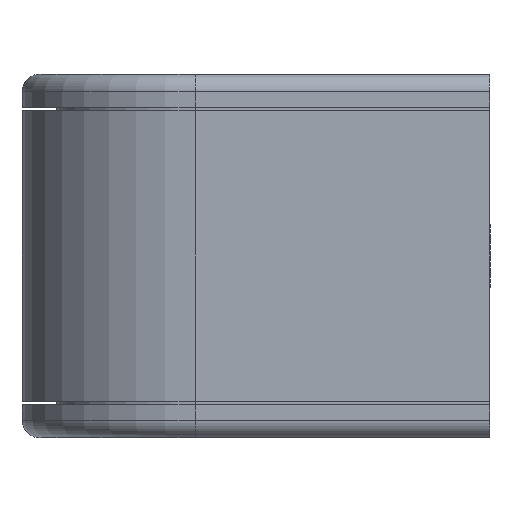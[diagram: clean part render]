
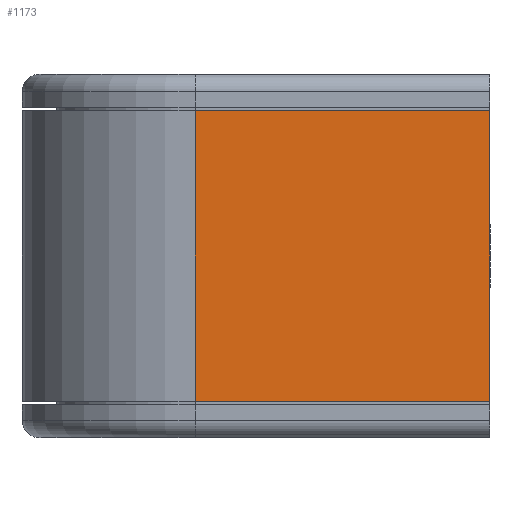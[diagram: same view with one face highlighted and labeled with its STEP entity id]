
A CAD part, left-side view. The second image highlights one B-rep face of the part: STEP entity #1173.
In plain terms, the highlighted planar face has unit normal (-1, 0, 0).
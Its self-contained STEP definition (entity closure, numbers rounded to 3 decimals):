
#86 = EDGE_LOOP ( 'NONE', ( #120, #1878, #500, #2013 ) ) ;
#120 = ORIENTED_EDGE ( 'NONE', *, *, #235, .T. ) ;
#204 = VERTEX_POINT ( 'NONE', #2249 ) ;
#205 = VECTOR ( 'NONE', #2111, 1000. ) ;
#235 = EDGE_CURVE ( 'NONE', #204, #735, #1505, .T. ) ;
#288 = CARTESIAN_POINT ( 'NONE',  ( -103., -10., 10.5 ) ) ;
#416 = PLANE ( 'NONE',  #1426 ) ;
#427 = DIRECTION ( 'NONE',  ( 0., 1., 0. ) ) ;
#494 = EDGE_CURVE ( 'NONE', #1709, #735, #1361, .T. ) ;
#500 = ORIENTED_EDGE ( 'NONE', *, *, #711, .F. ) ;
#684 = VECTOR ( 'NONE', #1160, 1000. ) ;
#711 = EDGE_CURVE ( 'NONE', #1322, #1709, #1295, .T. ) ;
#735 = VERTEX_POINT ( 'NONE', #1998 ) ;
#835 = CARTESIAN_POINT ( 'NONE',  ( -103., -27.048, 10.5 ) ) ;
#941 = DIRECTION ( 'NONE',  ( 0., -1., 0. ) ) ;
#1072 = VECTOR ( 'NONE', #1930, 1000. ) ;
#1160 = DIRECTION ( 'NONE',  ( 0., -1., 0. ) ) ;
#1173 = ADVANCED_FACE ( 'NONE', ( #1683 ), #416, .F. ) ;
#1295 = LINE ( 'NONE', #1828, #1522 ) ;
#1322 = VERTEX_POINT ( 'NONE', #1581 ) ;
#1361 = LINE ( 'NONE', #835, #205 ) ;
#1426 = AXIS2_PLACEMENT_3D ( 'NONE', #2048, #1513, #427 ) ;
#1505 = LINE ( 'NONE', #2227, #684 ) ;
#1513 = DIRECTION ( 'NONE',  ( 1., 0., 0. ) ) ;
#1522 = VECTOR ( 'NONE', #941, 1000. ) ;
#1551 = CARTESIAN_POINT ( 'NONE',  ( -103., -27.048, 8.4 ) ) ;
#1581 = CARTESIAN_POINT ( 'NONE',  ( -103., -10., 8.4 ) ) ;
#1683 = FACE_OUTER_BOUND ( 'NONE', #86, .T. ) ;
#1709 = VERTEX_POINT ( 'NONE', #1551 ) ;
#1828 = CARTESIAN_POINT ( 'NONE',  ( -103., -10., 8.4 ) ) ;
#1878 = ORIENTED_EDGE ( 'NONE', *, *, #494, .F. ) ;
#1906 = LINE ( 'NONE', #288, #1072 ) ;
#1930 = DIRECTION ( 'NONE',  ( 0., 0., -1. ) ) ;
#1998 = CARTESIAN_POINT ( 'NONE',  ( -103., -27.048, -8.4 ) ) ;
#2013 = ORIENTED_EDGE ( 'NONE', *, *, #2022, .T. ) ;
#2022 = EDGE_CURVE ( 'NONE', #1322, #204, #1906, .T. ) ;
#2048 = CARTESIAN_POINT ( 'NONE',  ( -103., -10., 10.5 ) ) ;
#2111 = DIRECTION ( 'NONE',  ( 0., 0., -1. ) ) ;
#2227 = CARTESIAN_POINT ( 'NONE',  ( -103., -10., -8.4 ) ) ;
#2249 = CARTESIAN_POINT ( 'NONE',  ( -103., -10., -8.4 ) ) ;
